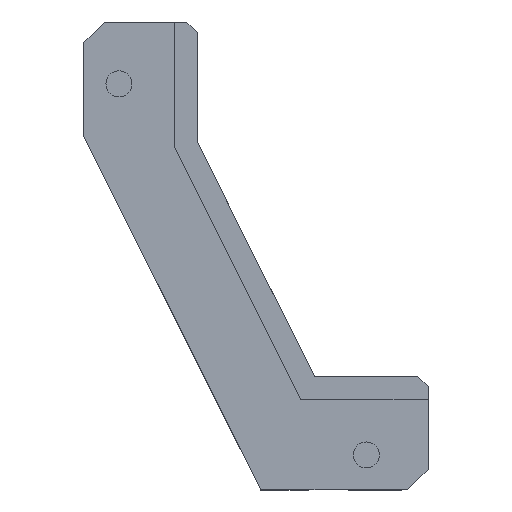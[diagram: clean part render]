
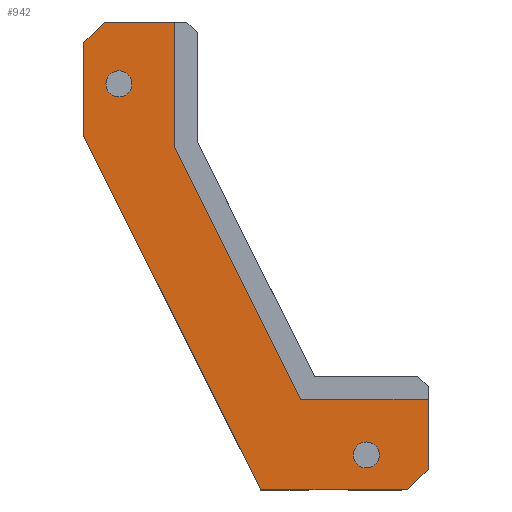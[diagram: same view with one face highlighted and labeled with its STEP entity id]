
A CAD part, top view. The second image highlights one B-rep face of the part: STEP entity #942.
In plain terms, the highlighted planar face has unit normal (0, 0, 1).
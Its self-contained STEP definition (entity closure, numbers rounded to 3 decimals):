
#21=FACE_BOUND('',#91,.T.);
#22=FACE_BOUND('',#92,.T.);
#25=CIRCLE('',#1009,3.15);
#26=CIRCLE('',#1010,3.15);
#38=FACE_OUTER_BOUND('',#90,.T.);
#90=EDGE_LOOP('',(#633,#634,#635,#636,#637,#638,#639,#640,#641,#642));
#91=EDGE_LOOP('',(#643));
#92=EDGE_LOOP('',(#644));
#145=LINE('',#1327,#271);
#149=LINE('',#1334,#275);
#152=LINE('',#1340,#278);
#153=LINE('',#1344,#279);
#154=LINE('',#1345,#280);
#155=LINE('',#1347,#281);
#156=LINE('',#1349,#282);
#157=LINE('',#1351,#283);
#158=LINE('',#1353,#284);
#159=LINE('',#1354,#285);
#271=VECTOR('',#1073,10.);
#275=VECTOR('',#1079,10.);
#278=VECTOR('',#1084,10.);
#279=VECTOR('',#1087,10.);
#280=VECTOR('',#1088,10.);
#281=VECTOR('',#1089,10.);
#282=VECTOR('',#1090,10.);
#283=VECTOR('',#1091,10.);
#284=VECTOR('',#1092,10.);
#285=VECTOR('',#1093,10.);
#397=VERTEX_POINT('',#1324);
#398=VERTEX_POINT('',#1326);
#400=VERTEX_POINT('',#1332);
#402=VERTEX_POINT('',#1338);
#403=VERTEX_POINT('',#1342);
#404=VERTEX_POINT('',#1343);
#405=VERTEX_POINT('',#1346);
#406=VERTEX_POINT('',#1348);
#407=VERTEX_POINT('',#1350);
#408=VERTEX_POINT('',#1352);
#409=VERTEX_POINT('',#1355);
#410=VERTEX_POINT('',#1357);
#487=EDGE_CURVE('',#397,#398,#145,.T.);
#491=EDGE_CURVE('',#400,#397,#149,.T.);
#494=EDGE_CURVE('',#402,#400,#152,.T.);
#495=EDGE_CURVE('',#403,#404,#153,.T.);
#496=EDGE_CURVE('',#398,#403,#154,.T.);
#497=EDGE_CURVE('',#405,#402,#155,.T.);
#498=EDGE_CURVE('',#406,#405,#156,.T.);
#499=EDGE_CURVE('',#407,#406,#157,.T.);
#500=EDGE_CURVE('',#408,#407,#158,.T.);
#501=EDGE_CURVE('',#404,#408,#159,.T.);
#502=EDGE_CURVE('',#409,#409,#25,.T.);
#503=EDGE_CURVE('',#410,#410,#26,.T.);
#633=ORIENTED_EDGE('',*,*,#495,.F.);
#634=ORIENTED_EDGE('',*,*,#496,.F.);
#635=ORIENTED_EDGE('',*,*,#487,.F.);
#636=ORIENTED_EDGE('',*,*,#491,.F.);
#637=ORIENTED_EDGE('',*,*,#494,.F.);
#638=ORIENTED_EDGE('',*,*,#497,.F.);
#639=ORIENTED_EDGE('',*,*,#498,.F.);
#640=ORIENTED_EDGE('',*,*,#499,.F.);
#641=ORIENTED_EDGE('',*,*,#500,.F.);
#642=ORIENTED_EDGE('',*,*,#501,.F.);
#643=ORIENTED_EDGE('',*,*,#502,.F.);
#644=ORIENTED_EDGE('',*,*,#503,.F.);
#896=PLANE('',#1008);
#942=ADVANCED_FACE('',(#38,#21,#22),#896,.F.);
#1008=AXIS2_PLACEMENT_3D('',#1341,#1085,#1086);
#1009=AXIS2_PLACEMENT_3D('',#1356,#1094,#1095);
#1010=AXIS2_PLACEMENT_3D('',#1358,#1096,#1097);
#1073=DIRECTION('',(1.,0.,0.));
#1079=DIRECTION('',(0.447,-0.894,0.));
#1084=DIRECTION('',(0.,-1.,0.));
#1085=DIRECTION('center_axis',(0.,0.,-1.));
#1086=DIRECTION('ref_axis',(-1.,0.,0.));
#1087=DIRECTION('',(-0.707,-0.707,0.));
#1088=DIRECTION('',(0.,-1.,0.));
#1089=DIRECTION('',(1.,0.,0.));
#1090=DIRECTION('',(0.707,0.707,0.));
#1091=DIRECTION('',(0.,1.,0.));
#1092=DIRECTION('',(-0.447,0.894,0.));
#1093=DIRECTION('',(-1.,0.,0.));
#1094=DIRECTION('center_axis',(0.,0.,1.));
#1095=DIRECTION('ref_axis',(-1.,0.,0.));
#1096=DIRECTION('center_axis',(0.,0.,1.));
#1097=DIRECTION('ref_axis',(-1.,0.,0.));
#1324=CARTESIAN_POINT('',(-15.927,-91.5,1.));
#1326=CARTESIAN_POINT('',(15.,-91.5,1.));
#1327=CARTESIAN_POINT('',(-15.927,-91.5,1.));
#1332=CARTESIAN_POINT('',(-46.5,-30.354,1.));
#1334=CARTESIAN_POINT('',(-46.5,-30.354,1.));
#1338=CARTESIAN_POINT('',(-46.5,0.,1.));
#1340=CARTESIAN_POINT('',(-46.5,0.,1.));
#1341=CARTESIAN_POINT('Origin',(-26.75,-56.75,1.));
#1342=CARTESIAN_POINT('',(15.,-108.5,1.));
#1343=CARTESIAN_POINT('',(10.,-113.5,1.));
#1344=CARTESIAN_POINT('',(15.,-108.5,1.));
#1345=CARTESIAN_POINT('',(15.,-88.5,1.));
#1346=CARTESIAN_POINT('',(-63.5,0.,1.));
#1347=CARTESIAN_POINT('',(-63.5,0.,1.));
#1348=CARTESIAN_POINT('',(-68.5,-5.,1.));
#1349=CARTESIAN_POINT('',(-68.5,-5.,1.));
#1350=CARTESIAN_POINT('',(-68.5,-27.721,1.));
#1351=CARTESIAN_POINT('',(-68.5,-27.721,1.));
#1352=CARTESIAN_POINT('',(-25.611,-113.5,1.));
#1353=CARTESIAN_POINT('',(-25.611,-113.5,1.));
#1354=CARTESIAN_POINT('',(10.,-113.5,1.));
#1355=CARTESIAN_POINT('',(-63.15,-15.,1.));
#1356=CARTESIAN_POINT('Origin',(-60.,-15.,1.));
#1357=CARTESIAN_POINT('',(-3.15,-105.,1.));
#1358=CARTESIAN_POINT('Origin',(0.,-105.,1.));
